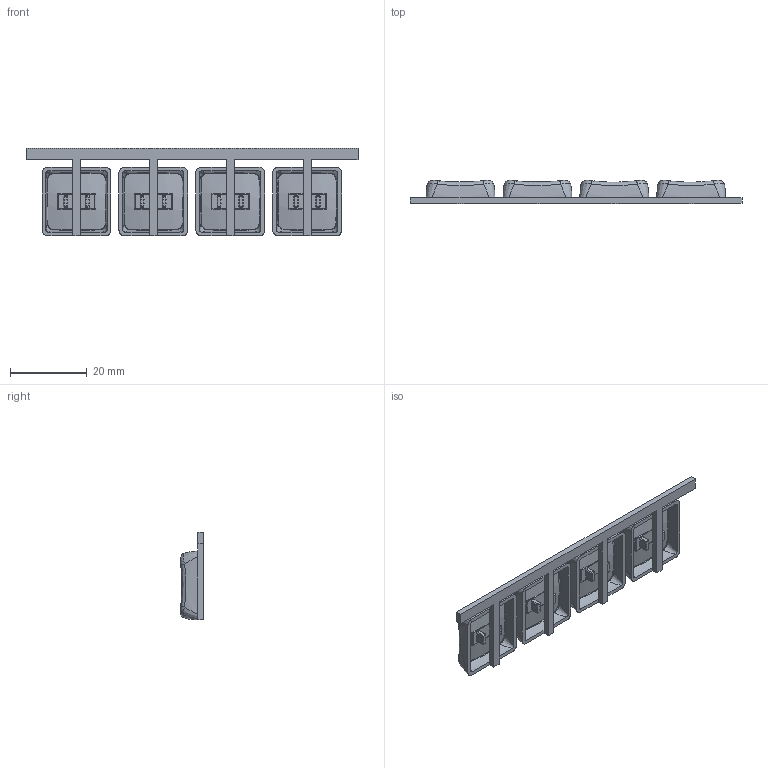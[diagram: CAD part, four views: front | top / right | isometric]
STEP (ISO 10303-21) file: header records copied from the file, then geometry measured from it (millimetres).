
FILE_DESCRIPTION(/* description */ (''),/* implementation_level */ '2;1');
FILE_NAME(/* name */ 'homing-bars-sprue.step',/* time_stamp */ '2022-10-25T19:39:14+03:00',/* author */ (''),/* organization */ (''),/* preprocessor_version */ 'ST-DEVELOPER v19.2',/* originating_system */ 'Autodesk Translation Framework v11.17.0.187',/* authorisation */ '');
FILE_SCHEMA (('AUTOMOTIVE_DESIGN { 1 0 10303 214 3 1 1 }'));
Length unit declared in the file: millimetre
Products named in the file (1): homing-bars-sprue
Bounding box: 86.36 x 5.98 x 22.89 mm (x, y, z)
Volume: 2821.7 mm3; surface area: 5570.2 mm2
Topology: 1 solids, 1 shells, 630 faces, 1692 edges, 1072 vertices
Faces by surface type: plane 394, bspline 156, cylinder 64, sphere 16
Entity records: 24448 total; most frequent: CARTESIAN_POINT 9935, ORIENTED_EDGE 3384, DIRECTION 2362, EDGE_CURVE 1692, LINE 1092, VECTOR 1092, VERTEX_POINT 1072, EDGE_LOOP 646
